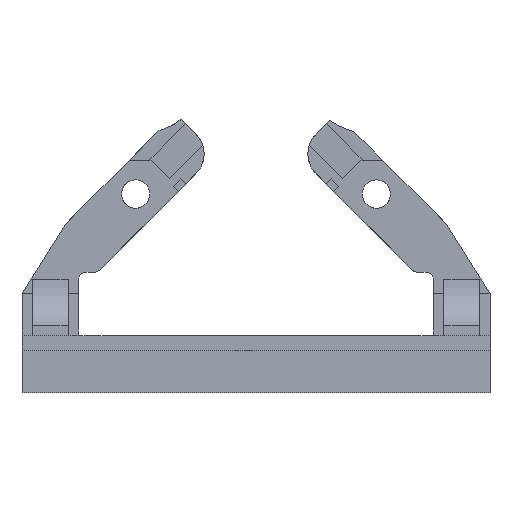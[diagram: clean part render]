
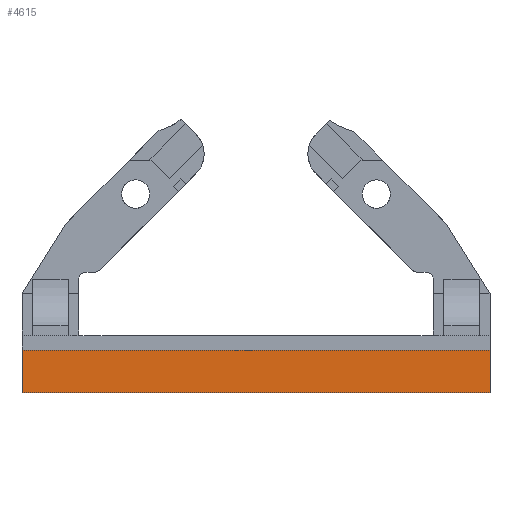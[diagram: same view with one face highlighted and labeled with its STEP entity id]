
A CAD part, top view. The second image highlights one B-rep face of the part: STEP entity #4615.
In plain terms, the highlighted planar face has unit normal (0, 0, 1).
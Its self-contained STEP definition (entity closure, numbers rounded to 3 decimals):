
#515 = PLANE('',#516);
#516 = AXIS2_PLACEMENT_3D('',#517,#518,#519);
#517 = CARTESIAN_POINT('',(-33.,-45.,0.));
#518 = DIRECTION('',(0.,1.,0.));
#519 = DIRECTION('',(1.,0.,0.));
#881 = PLANE('',#882);
#882 = AXIS2_PLACEMENT_3D('',#883,#884,#885);
#883 = CARTESIAN_POINT('',(-33.,-39.,0.));
#884 = DIRECTION('',(-1.,0.,0.));
#885 = DIRECTION('',(0.,0.,1.));
#2082 = VERTEX_POINT('',#2083);
#2083 = CARTESIAN_POINT('',(-33.,-45.,20.));
#2104 = EDGE_CURVE('',#2082,#2105,#2107,.T.);
#2105 = VERTEX_POINT('',#2106);
#2106 = CARTESIAN_POINT('',(33.,-45.,20.));
#2107 = SURFACE_CURVE('',#2108,(#2112,#2119),.PCURVE_S1.);
#2108 = LINE('',#2109,#2110);
#2109 = CARTESIAN_POINT('',(-33.,-45.,20.));
#2110 = VECTOR('',#2111,1.);
#2111 = DIRECTION('',(1.,0.,0.));
#2112 = PCURVE('',#515,#2113);
#2113 = DEFINITIONAL_REPRESENTATION('',(#2114),#2118);
#2114 = LINE('',#2115,#2116);
#2115 = CARTESIAN_POINT('',(0.,-20.));
#2116 = VECTOR('',#2117,1.);
#2117 = DIRECTION('',(1.,0.));
#2118 = ( GEOMETRIC_REPRESENTATION_CONTEXT(2) 
PARAMETRIC_REPRESENTATION_CONTEXT() REPRESENTATION_CONTEXT('2D SPACE',''
  ) );
#2119 = PCURVE('',#2120,#2125);
#2120 = PLANE('',#2121);
#2121 = AXIS2_PLACEMENT_3D('',#2122,#2123,#2124);
#2122 = CARTESIAN_POINT('',(-33.,-39.,20.));
#2123 = DIRECTION('',(0.,0.,1.));
#2124 = DIRECTION('',(1.,0.,0.));
#2125 = DEFINITIONAL_REPRESENTATION('',(#2126),#2130);
#2126 = LINE('',#2127,#2128);
#2127 = CARTESIAN_POINT('',(0.,-6.));
#2128 = VECTOR('',#2129,1.);
#2129 = DIRECTION('',(1.,0.));
#2130 = ( GEOMETRIC_REPRESENTATION_CONTEXT(2) 
PARAMETRIC_REPRESENTATION_CONTEXT() REPRESENTATION_CONTEXT('2D SPACE',''
  ) );
#2148 = PLANE('',#2149);
#2149 = AXIS2_PLACEMENT_3D('',#2150,#2151,#2152);
#2150 = CARTESIAN_POINT('',(33.,-39.,4.));
#2151 = DIRECTION('',(-1.,0.,0.));
#2152 = DIRECTION('',(0.,0.,1.));
#2457 = PLANE('',#2458);
#2458 = AXIS2_PLACEMENT_3D('',#2459,#2460,#2461);
#2459 = CARTESIAN_POINT('',(0.,-26.677,20.));
#2460 = DIRECTION('',(0.,0.,1.));
#2461 = DIRECTION('',(1.,0.,0.));
#2862 = EDGE_CURVE('',#2863,#2082,#2865,.T.);
#2863 = VERTEX_POINT('',#2864);
#2864 = CARTESIAN_POINT('',(-33.,-39.,20.));
#2865 = SURFACE_CURVE('',#2866,(#2870,#2877),.PCURVE_S1.);
#2866 = LINE('',#2867,#2868);
#2867 = CARTESIAN_POINT('',(-33.,-39.,20.));
#2868 = VECTOR('',#2869,1.);
#2869 = DIRECTION('',(0.,-1.,0.));
#2870 = PCURVE('',#881,#2871);
#2871 = DEFINITIONAL_REPRESENTATION('',(#2872),#2876);
#2872 = LINE('',#2873,#2874);
#2873 = CARTESIAN_POINT('',(20.,0.));
#2874 = VECTOR('',#2875,1.);
#2875 = DIRECTION('',(0.,-1.));
#2876 = ( GEOMETRIC_REPRESENTATION_CONTEXT(2) 
PARAMETRIC_REPRESENTATION_CONTEXT() REPRESENTATION_CONTEXT('2D SPACE',''
  ) );
#2877 = PCURVE('',#2120,#2878);
#2878 = DEFINITIONAL_REPRESENTATION('',(#2879),#2883);
#2879 = LINE('',#2880,#2881);
#2880 = CARTESIAN_POINT('',(0.,0.));
#2881 = VECTOR('',#2882,1.);
#2882 = DIRECTION('',(0.,-1.));
#2883 = ( GEOMETRIC_REPRESENTATION_CONTEXT(2) 
PARAMETRIC_REPRESENTATION_CONTEXT() REPRESENTATION_CONTEXT('2D SPACE',''
  ) );
#4615 = ADVANCED_FACE('',(#4616),#2120,.T.);
#4616 = FACE_BOUND('',#4617,.T.);
#4617 = EDGE_LOOP('',(#4618,#4619,#4620,#4643));
#4618 = ORIENTED_EDGE('',*,*,#2862,.T.);
#4619 = ORIENTED_EDGE('',*,*,#2104,.T.);
#4620 = ORIENTED_EDGE('',*,*,#4621,.F.);
#4621 = EDGE_CURVE('',#4622,#2105,#4624,.T.);
#4622 = VERTEX_POINT('',#4623);
#4623 = CARTESIAN_POINT('',(33.,-39.,20.));
#4624 = SURFACE_CURVE('',#4625,(#4629,#4636),.PCURVE_S1.);
#4625 = LINE('',#4626,#4627);
#4626 = CARTESIAN_POINT('',(33.,-39.,20.));
#4627 = VECTOR('',#4628,1.);
#4628 = DIRECTION('',(0.,-1.,0.));
#4629 = PCURVE('',#2120,#4630);
#4630 = DEFINITIONAL_REPRESENTATION('',(#4631),#4635);
#4631 = LINE('',#4632,#4633);
#4632 = CARTESIAN_POINT('',(66.,0.));
#4633 = VECTOR('',#4634,1.);
#4634 = DIRECTION('',(0.,-1.));
#4635 = ( GEOMETRIC_REPRESENTATION_CONTEXT(2) 
PARAMETRIC_REPRESENTATION_CONTEXT() REPRESENTATION_CONTEXT('2D SPACE',''
  ) );
#4636 = PCURVE('',#2148,#4637);
#4637 = DEFINITIONAL_REPRESENTATION('',(#4638),#4642);
#4638 = LINE('',#4639,#4640);
#4639 = CARTESIAN_POINT('',(16.,0.));
#4640 = VECTOR('',#4641,1.);
#4641 = DIRECTION('',(0.,-1.));
#4642 = ( GEOMETRIC_REPRESENTATION_CONTEXT(2) 
PARAMETRIC_REPRESENTATION_CONTEXT() REPRESENTATION_CONTEXT('2D SPACE',''
  ) );
#4643 = ORIENTED_EDGE('',*,*,#4644,.F.);
#4644 = EDGE_CURVE('',#2863,#4622,#4645,.T.);
#4645 = SURFACE_CURVE('',#4646,(#4650,#4657),.PCURVE_S1.);
#4646 = LINE('',#4647,#4648);
#4647 = CARTESIAN_POINT('',(-33.,-39.,20.));
#4648 = VECTOR('',#4649,1.);
#4649 = DIRECTION('',(1.,0.,0.));
#4650 = PCURVE('',#2120,#4651);
#4651 = DEFINITIONAL_REPRESENTATION('',(#4652),#4656);
#4652 = LINE('',#4653,#4654);
#4653 = CARTESIAN_POINT('',(0.,0.));
#4654 = VECTOR('',#4655,1.);
#4655 = DIRECTION('',(1.,0.));
#4656 = ( GEOMETRIC_REPRESENTATION_CONTEXT(2) 
PARAMETRIC_REPRESENTATION_CONTEXT() REPRESENTATION_CONTEXT('2D SPACE',''
  ) );
#4657 = PCURVE('',#2457,#4658);
#4658 = DEFINITIONAL_REPRESENTATION('',(#4659),#4663);
#4659 = LINE('',#4660,#4661);
#4660 = CARTESIAN_POINT('',(-33.,-12.323));
#4661 = VECTOR('',#4662,1.);
#4662 = DIRECTION('',(1.,0.));
#4663 = ( GEOMETRIC_REPRESENTATION_CONTEXT(2) 
PARAMETRIC_REPRESENTATION_CONTEXT() REPRESENTATION_CONTEXT('2D SPACE',''
  ) );
